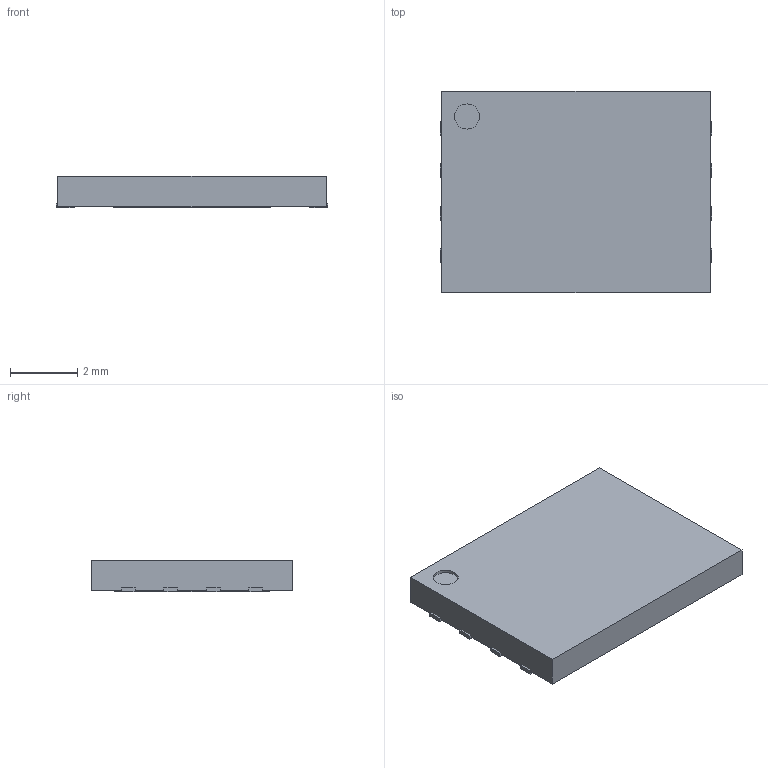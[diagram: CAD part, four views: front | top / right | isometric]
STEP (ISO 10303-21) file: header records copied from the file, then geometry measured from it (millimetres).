
FILE_DESCRIPTION(('FreeCAD Model'),'2;1');
FILE_NAME('18669480.1.1.stp','2023-09-25T10:24:13',( 'Author'),(''),'Open CASCADE STEP processor 6.9','FreeCAD','Unknown' );
FILE_SCHEMA(('AUTOMOTIVE_DESIGN { 1 0 10303 214 1 1 1 1 }'));
Length unit declared in the file: millimetre
Products named in the file (4): ASSEMBLY; Body; ThermalPin; PinsArrayLR
Assembly tree (3 placements, depth 2):
  ASSEMBLY
    Body
    ThermalPin
    PinsArrayLR
Bounding box: 8.1 x 6 x 0.95 mm (x, y, z)
Volume: 45.9 mm3; surface area: 171.9 mm2
Topology: 10 solids, 10 shells, 62 faces, 123 edges, 82 vertices
Faces by surface type: plane 53, cylinder 9
Full cylindrical faces by diameter (mm): 0.75 x1
Entity records: 3349 total; most frequent: CARTESIAN_POINT 565, DIRECTION 511, LINE 333, VECTOR 333, ORIENTED_EDGE 246, PCURVE 246, DEFINITIONAL_REPRESENTATION 246, EDGE_CURVE 123
